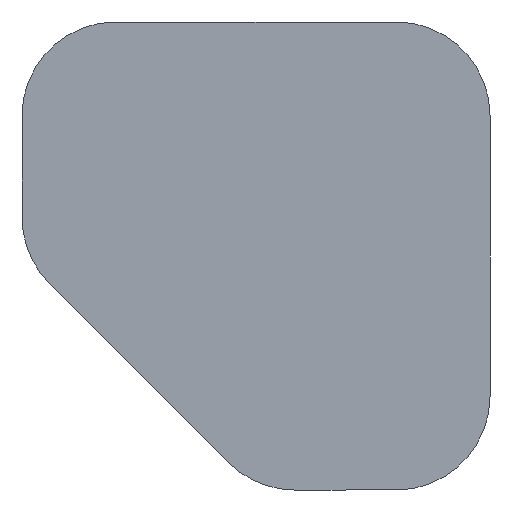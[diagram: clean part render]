
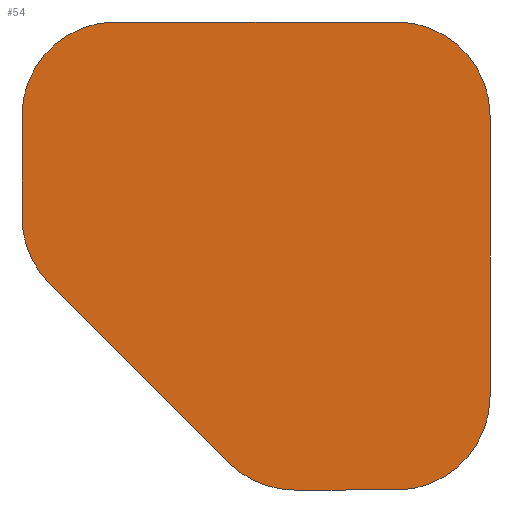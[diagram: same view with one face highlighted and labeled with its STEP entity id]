
A CAD part, front view. The second image highlights one B-rep face of the part: STEP entity #54.
In plain terms, the highlighted planar face has unit normal (0, -1, 0).
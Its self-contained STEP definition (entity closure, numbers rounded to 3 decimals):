
#54=ADVANCED_FACE('',(#102),#104,.F.);
#102=FACE_BOUND('',#103,.T.);
#103=EDGE_LOOP('',(#174,#175,#176,#177,#178,#179,#180,#181,#182,#183));
#104=PLANE('',#105);
#105=AXIS2_PLACEMENT_3D('',#106,#107,#108);
#106=CARTESIAN_POINT('',(0.,0.,0.));
#107=DIRECTION('',(0.,1.,0.));
#108=DIRECTION('',(-1.,0.,0.));
#174=ORIENTED_EDGE('',*,*,#229,.F.);
#175=ORIENTED_EDGE('',*,*,#219,.F.);
#176=ORIENTED_EDGE('',*,*,#230,.F.);
#177=ORIENTED_EDGE('',*,*,#215,.F.);
#178=ORIENTED_EDGE('',*,*,#231,.F.);
#179=ORIENTED_EDGE('',*,*,#211,.F.);
#180=ORIENTED_EDGE('',*,*,#232,.F.);
#181=ORIENTED_EDGE('',*,*,#205,.F.);
#182=ORIENTED_EDGE('',*,*,#233,.F.);
#183=ORIENTED_EDGE('',*,*,#221,.F.);
#205=EDGE_CURVE('',#234,#237,#238,.T.);
#211=EDGE_CURVE('',#247,#242,#249,.T.);
#215=EDGE_CURVE('',#255,#250,#257,.T.);
#219=EDGE_CURVE('',#263,#258,#265,.T.);
#221=EDGE_CURVE('',#266,#269,#270,.T.);
#229=EDGE_CURVE('',#258,#266,#279,.F.);
#230=EDGE_CURVE('',#250,#263,#280,.F.);
#231=EDGE_CURVE('',#242,#255,#281,.F.);
#232=EDGE_CURVE('',#237,#247,#282,.F.);
#233=EDGE_CURVE('',#269,#234,#283,.F.);
#234=VERTEX_POINT('',#284);
#237=VERTEX_POINT('',#289);
#238=LINE('',#290,#291);
#242=VERTEX_POINT('',#300);
#247=VERTEX_POINT('',#309);
#249=LINE('',#313,#314);
#250=VERTEX_POINT('',#316);
#255=VERTEX_POINT('',#325);
#257=LINE('',#329,#330);
#258=VERTEX_POINT('',#332);
#263=VERTEX_POINT('',#341);
#265=LINE('',#345,#346);
#266=VERTEX_POINT('',#348);
#269=VERTEX_POINT('',#353);
#270=LINE('',#354,#355);
#279=CIRCLE('',#384,2.);
#280=CIRCLE('',#388,2.);
#281=CIRCLE('',#392,2.);
#282=CIRCLE('',#396,2.);
#283=CIRCLE('',#400,2.);
#284=CARTESIAN_POINT('',(-8.,0.,10.));
#289=CARTESIAN_POINT('',(-2.,0.,10.));
#290=CARTESIAN_POINT('',(-8.,0.,10.));
#291=VECTOR('',#292,1.);
#292=DIRECTION('',(1.,0.,0.));
#300=CARTESIAN_POINT('',(0.,0.,2.));
#309=CARTESIAN_POINT('',(0.,0.,8.));
#313=CARTESIAN_POINT('',(0.,0.,8.));
#314=VECTOR('',#315,1.);
#315=DIRECTION('',(0.,0.,-1.));
#316=CARTESIAN_POINT('',(-4.172,0.,0.));
#325=CARTESIAN_POINT('',(-2.,0.,0.));
#329=CARTESIAN_POINT('',(-2.,0.,0.));
#330=VECTOR('',#331,1.);
#331=DIRECTION('',(-1.,0.,0.));
#332=CARTESIAN_POINT('',(-9.414,0.,4.414));
#341=CARTESIAN_POINT('',(-5.586,0.,0.586));
#345=CARTESIAN_POINT('',(-5.586,0.,0.586));
#346=VECTOR('',#347,1.);
#347=DIRECTION('',(-0.707,0.,0.707));
#348=CARTESIAN_POINT('',(-10.,0.,5.828));
#353=CARTESIAN_POINT('',(-10.,0.,8.));
#354=CARTESIAN_POINT('',(-10.,0.,5.828));
#355=VECTOR('',#356,1.);
#356=DIRECTION('',(0.,0.,1.));
#384=AXIS2_PLACEMENT_3D('',#385,#386,#387);
#385=CARTESIAN_POINT('',(-8.,0.,5.828));
#386=DIRECTION('',(0.,-1.,0.));
#387=DIRECTION('',(-1.,0.,0.));
#388=AXIS2_PLACEMENT_3D('',#389,#390,#391);
#389=CARTESIAN_POINT('',(-4.172,0.,2.));
#390=DIRECTION('',(0.,-1.,0.));
#391=DIRECTION('',(-0.707,0.,-0.707));
#392=AXIS2_PLACEMENT_3D('',#393,#394,#395);
#393=CARTESIAN_POINT('',(-2.,0.,2.));
#394=DIRECTION('',(0.,-1.,0.));
#395=DIRECTION('',(0.,0.,-1.));
#396=AXIS2_PLACEMENT_3D('',#397,#398,#399);
#397=CARTESIAN_POINT('',(-2.,0.,8.));
#398=DIRECTION('',(0.,-1.,0.));
#399=DIRECTION('',(1.,0.,0.));
#400=AXIS2_PLACEMENT_3D('',#401,#402,#403);
#401=CARTESIAN_POINT('',(-8.,0.,8.));
#402=DIRECTION('',(0.,-1.,0.));
#403=DIRECTION('',(0.,0.,1.));
